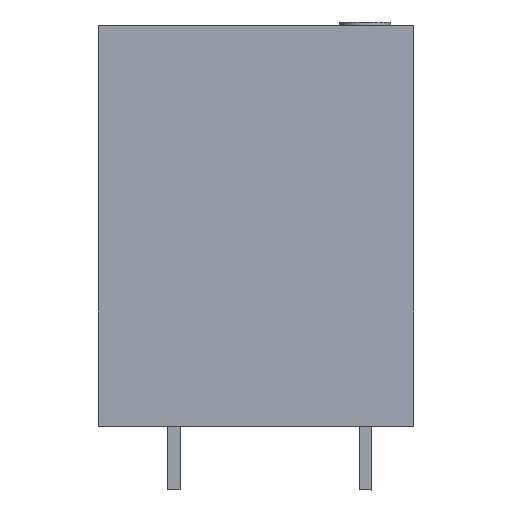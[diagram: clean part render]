
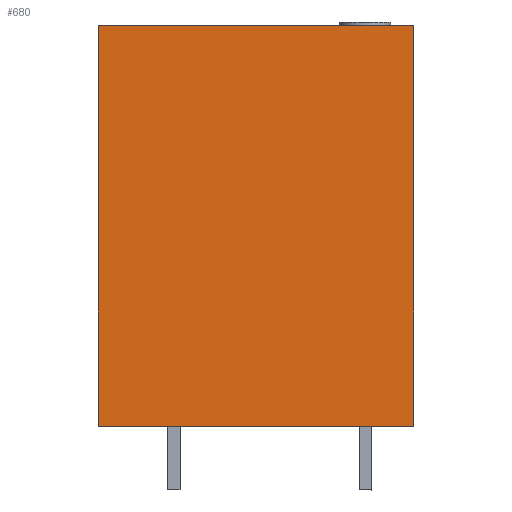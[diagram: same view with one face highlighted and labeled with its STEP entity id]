
A CAD part, left-side view. The second image highlights one B-rep face of the part: STEP entity #680.
In plain terms, the highlighted planar face has unit normal (-1, 0, 0).
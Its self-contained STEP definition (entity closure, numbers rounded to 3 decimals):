
#660=AXIS2_PLACEMENT_3D('Plane Axis2P3D',#657,#658,#659) ;
#243=CARTESIAN_POINT('Vertex',(0.,24.7,36.3)) ;
#246=CARTESIAN_POINT('Line Origine',(0.,12.35,36.3)) ;
#250=CARTESIAN_POINT('Vertex',(0.,0.,36.3)) ;
#627=CARTESIAN_POINT('Vertex',(0.,24.7,5.)) ;
#630=CARTESIAN_POINT('Line Origine',(0.,24.7,20.65)) ;
#657=CARTESIAN_POINT('Axis2P3D Location',(0.,24.7,0.)) ;
#662=CARTESIAN_POINT('Line Origine',(0.,0.,20.65)) ;
#666=CARTESIAN_POINT('Vertex',(0.,0.,5.)) ;
#669=CARTESIAN_POINT('Line Origine',(0.,12.35,5.)) ;
#247=DIRECTION('Vector Direction',(0.,-1.,0.)) ;
#631=DIRECTION('Vector Direction',(0.,0.,-1.)) ;
#658=DIRECTION('Axis2P3D Direction',(-1.,0.,0.)) ;
#659=DIRECTION('Axis2P3D XDirection',(0.,-1.,0.)) ;
#663=DIRECTION('Vector Direction',(0.,0.,1.)) ;
#670=DIRECTION('Vector Direction',(0.,-1.,0.)) ;
#248=VECTOR('Line Direction',#247,1.) ;
#632=VECTOR('Line Direction',#631,1.) ;
#664=VECTOR('Line Direction',#663,1.) ;
#671=VECTOR('Line Direction',#670,1.) ;
#675=ORIENTED_EDGE('',*,*,#668,.T.) ;
#676=ORIENTED_EDGE('',*,*,#252,.T.) ;
#677=ORIENTED_EDGE('',*,*,#634,.T.) ;
#678=ORIENTED_EDGE('',*,*,#673,.T.) ;
#680=ADVANCED_FACE('HOUSING',(#679),#661,.T.) ;
#252=EDGE_CURVE('',#251,#244,#249,.F.) ;
#634=EDGE_CURVE('',#244,#628,#633,.T.) ;
#668=EDGE_CURVE('',#667,#251,#665,.T.) ;
#673=EDGE_CURVE('',#628,#667,#672,.T.) ;
#674=EDGE_LOOP('',(#675,#676,#677,#678)) ;
#679=FACE_OUTER_BOUND('',#674,.T.) ;
#249=LINE('Line',#246,#248) ;
#633=LINE('Line',#630,#632) ;
#665=LINE('Line',#662,#664) ;
#672=LINE('Line',#669,#671) ;
#661=PLANE('',#660) ;
#244=VERTEX_POINT('',#243) ;
#251=VERTEX_POINT('',#250) ;
#628=VERTEX_POINT('',#627) ;
#667=VERTEX_POINT('',#666) ;
